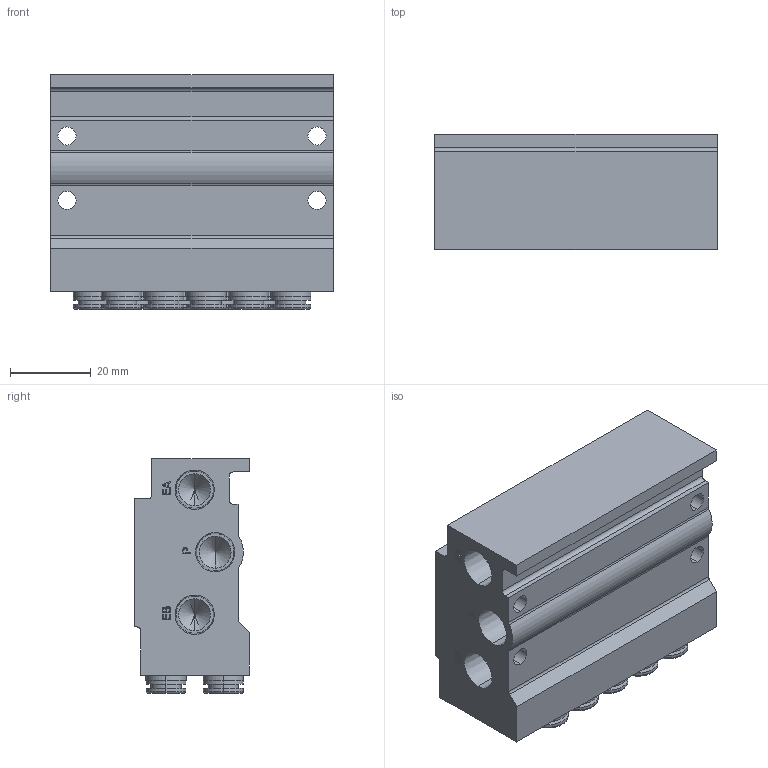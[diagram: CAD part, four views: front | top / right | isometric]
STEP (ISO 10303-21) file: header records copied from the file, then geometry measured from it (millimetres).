
FILE_DESCRIPTION (( 'STEP AP203' ), '1' );
FILE_NAME ('217-2953-000 Rev1.STEP', '2014-08-07T15:04:29', ( '' ), ( '' ), 'SwSTEP 2.0', 'SolidWorks 2014', '' );
FILE_SCHEMA (( 'CONFIG_CONTROL_DESIGN' ));
Length unit declared in the file: millimetre
Products named in the file (3): 217-2953-001 Rev1_41; 217-2953-002 Rev1_1000-50A-N7; 217-2953-000 Rev1
Assembly tree (11 placements, depth 2):
  217-2953-000 Rev1
    217-2953-001 Rev1_41
    217-2953-002 Rev1_1000-50A-N7  x10
Bounding box: 70 x 28.5 x 58.2 mm (x, y, z)
Volume: 87766.2 mm3; surface area: 30857.1 mm2
Topology: 11 solids, 11 shells, 581 faces, 1353 edges, 862 vertices
Faces by surface type: plane 265, cylinder 188, cone 64, bspline 44, torus 20
Entity records: 15424 total; most frequent: CARTESIAN_POINT 4981, ORIENTED_EDGE 2030, DIRECTION 1967, EDGE_CURVE 1015, VECTOR 683, LINE 683, VERTEX_POINT 664, AXIS2_PLACEMENT_3D 642
